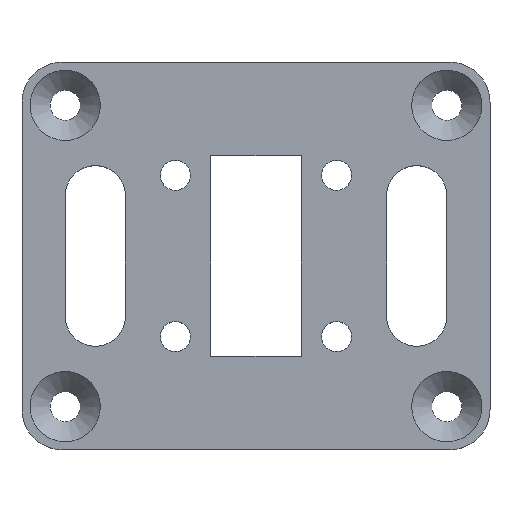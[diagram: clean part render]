
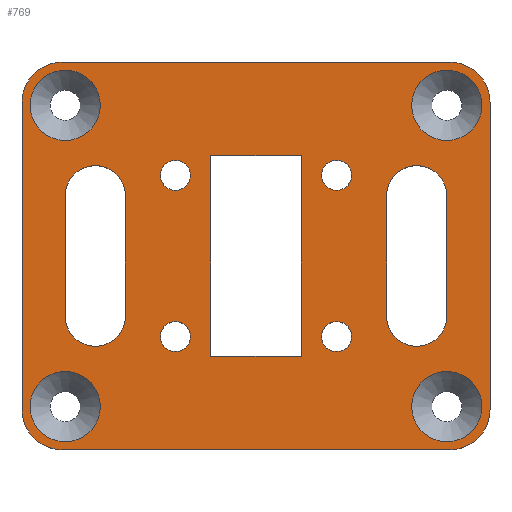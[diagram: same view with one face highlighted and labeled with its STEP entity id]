
A CAD part, top view. The second image highlights one B-rep face of the part: STEP entity #769.
In plain terms, the highlighted planar face has unit normal (0, 0, 1).
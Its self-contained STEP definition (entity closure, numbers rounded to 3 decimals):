
#30=FACE_BOUND('',#123,.T.);
#31=FACE_BOUND('',#124,.T.);
#32=FACE_BOUND('',#125,.T.);
#33=FACE_BOUND('',#126,.T.);
#34=FACE_BOUND('',#127,.T.);
#35=FACE_BOUND('',#128,.T.);
#36=FACE_BOUND('',#129,.T.);
#37=FACE_BOUND('',#130,.T.);
#38=FACE_BOUND('',#131,.T.);
#39=FACE_BOUND('',#132,.T.);
#40=FACE_BOUND('',#133,.T.);
#46=PLANE('',#853);
#69=FACE_OUTER_BOUND('',#122,.T.);
#122=EDGE_LOOP('',(#583,#584,#585,#586,#587,#588,#589,#590));
#123=EDGE_LOOP('',(#591));
#124=EDGE_LOOP('',(#592));
#125=EDGE_LOOP('',(#593,#594,#595,#596));
#126=EDGE_LOOP('',(#597));
#127=EDGE_LOOP('',(#598,#599,#600,#601));
#128=EDGE_LOOP('',(#602,#603,#604,#605));
#129=EDGE_LOOP('',(#606));
#130=EDGE_LOOP('',(#607));
#131=EDGE_LOOP('',(#608));
#132=EDGE_LOOP('',(#609));
#133=EDGE_LOOP('',(#610));
#186=LINE('',#1250,#250);
#187=LINE('',#1254,#251);
#188=LINE('',#1258,#252);
#189=LINE('',#1261,#253);
#190=LINE('',#1270,#254);
#191=LINE('',#1273,#255);
#192=LINE('',#1280,#256);
#193=LINE('',#1283,#257);
#194=LINE('',#1286,#258);
#195=LINE('',#1288,#259);
#196=LINE('',#1290,#260);
#197=LINE('',#1291,#261);
#250=VECTOR('',#1006,10.);
#251=VECTOR('',#1009,10.);
#252=VECTOR('',#1012,10.);
#253=VECTOR('',#1015,10.);
#254=VECTOR('',#1022,10.);
#255=VECTOR('',#1025,10.);
#256=VECTOR('',#1030,10.);
#257=VECTOR('',#1033,10.);
#258=VECTOR('',#1034,10.);
#259=VECTOR('',#1035,10.);
#260=VECTOR('',#1036,10.);
#261=VECTOR('',#1037,10.);
#319=CIRCLE('',#851,3.5);
#321=CIRCLE('',#854,4.);
#322=CIRCLE('',#855,4.);
#323=CIRCLE('',#856,4.);
#324=CIRCLE('',#857,4.);
#325=CIRCLE('',#858,3.5);
#326=CIRCLE('',#859,3.5);
#327=CIRCLE('',#860,3.);
#328=CIRCLE('',#861,3.);
#329=CIRCLE('',#862,1.5);
#330=CIRCLE('',#863,3.);
#331=CIRCLE('',#864,3.);
#332=CIRCLE('',#865,1.5);
#333=CIRCLE('',#866,1.5);
#334=CIRCLE('',#867,1.5);
#335=CIRCLE('',#868,3.5);
#377=VERTEX_POINT('',#1240);
#379=VERTEX_POINT('',#1246);
#380=VERTEX_POINT('',#1247);
#381=VERTEX_POINT('',#1249);
#382=VERTEX_POINT('',#1251);
#383=VERTEX_POINT('',#1253);
#384=VERTEX_POINT('',#1255);
#385=VERTEX_POINT('',#1257);
#386=VERTEX_POINT('',#1259);
#387=VERTEX_POINT('',#1262);
#388=VERTEX_POINT('',#1264);
#389=VERTEX_POINT('',#1266);
#390=VERTEX_POINT('',#1267);
#391=VERTEX_POINT('',#1269);
#392=VERTEX_POINT('',#1271);
#393=VERTEX_POINT('',#1274);
#394=VERTEX_POINT('',#1276);
#395=VERTEX_POINT('',#1277);
#396=VERTEX_POINT('',#1279);
#397=VERTEX_POINT('',#1281);
#398=VERTEX_POINT('',#1284);
#399=VERTEX_POINT('',#1285);
#400=VERTEX_POINT('',#1287);
#401=VERTEX_POINT('',#1289);
#402=VERTEX_POINT('',#1292);
#403=VERTEX_POINT('',#1294);
#404=VERTEX_POINT('',#1296);
#405=VERTEX_POINT('',#1298);
#455=EDGE_CURVE('',#377,#377,#319,.T.);
#458=EDGE_CURVE('',#379,#380,#321,.T.);
#459=EDGE_CURVE('',#379,#381,#186,.T.);
#460=EDGE_CURVE('',#382,#381,#322,.T.);
#461=EDGE_CURVE('',#382,#383,#187,.T.);
#462=EDGE_CURVE('',#384,#383,#323,.T.);
#463=EDGE_CURVE('',#384,#385,#188,.T.);
#464=EDGE_CURVE('',#386,#385,#324,.T.);
#465=EDGE_CURVE('',#386,#380,#189,.T.);
#466=EDGE_CURVE('',#387,#387,#325,.T.);
#467=EDGE_CURVE('',#388,#388,#326,.T.);
#468=EDGE_CURVE('',#389,#390,#327,.T.);
#469=EDGE_CURVE('',#390,#391,#190,.T.);
#470=EDGE_CURVE('',#391,#392,#328,.T.);
#471=EDGE_CURVE('',#392,#389,#191,.T.);
#472=EDGE_CURVE('',#393,#393,#329,.T.);
#473=EDGE_CURVE('',#394,#395,#330,.T.);
#474=EDGE_CURVE('',#395,#396,#192,.T.);
#475=EDGE_CURVE('',#396,#397,#331,.T.);
#476=EDGE_CURVE('',#397,#394,#193,.T.);
#477=EDGE_CURVE('',#398,#399,#194,.T.);
#478=EDGE_CURVE('',#399,#400,#195,.T.);
#479=EDGE_CURVE('',#400,#401,#196,.T.);
#480=EDGE_CURVE('',#401,#398,#197,.T.);
#481=EDGE_CURVE('',#402,#402,#332,.T.);
#482=EDGE_CURVE('',#403,#403,#333,.T.);
#483=EDGE_CURVE('',#404,#404,#334,.T.);
#484=EDGE_CURVE('',#405,#405,#335,.T.);
#583=ORIENTED_EDGE('',*,*,#458,.F.);
#584=ORIENTED_EDGE('',*,*,#459,.T.);
#585=ORIENTED_EDGE('',*,*,#460,.F.);
#586=ORIENTED_EDGE('',*,*,#461,.T.);
#587=ORIENTED_EDGE('',*,*,#462,.F.);
#588=ORIENTED_EDGE('',*,*,#463,.T.);
#589=ORIENTED_EDGE('',*,*,#464,.F.);
#590=ORIENTED_EDGE('',*,*,#465,.T.);
#591=ORIENTED_EDGE('',*,*,#466,.F.);
#592=ORIENTED_EDGE('',*,*,#467,.F.);
#593=ORIENTED_EDGE('',*,*,#468,.T.);
#594=ORIENTED_EDGE('',*,*,#469,.T.);
#595=ORIENTED_EDGE('',*,*,#470,.T.);
#596=ORIENTED_EDGE('',*,*,#471,.T.);
#597=ORIENTED_EDGE('',*,*,#472,.T.);
#598=ORIENTED_EDGE('',*,*,#473,.T.);
#599=ORIENTED_EDGE('',*,*,#474,.T.);
#600=ORIENTED_EDGE('',*,*,#475,.T.);
#601=ORIENTED_EDGE('',*,*,#476,.T.);
#602=ORIENTED_EDGE('',*,*,#477,.T.);
#603=ORIENTED_EDGE('',*,*,#478,.T.);
#604=ORIENTED_EDGE('',*,*,#479,.T.);
#605=ORIENTED_EDGE('',*,*,#480,.T.);
#606=ORIENTED_EDGE('',*,*,#481,.T.);
#607=ORIENTED_EDGE('',*,*,#482,.T.);
#608=ORIENTED_EDGE('',*,*,#483,.T.);
#609=ORIENTED_EDGE('',*,*,#484,.F.);
#610=ORIENTED_EDGE('',*,*,#455,.F.);
#769=ADVANCED_FACE('',(#69,#30,#31,#32,#33,#34,#35,#36,#37,#38,#39,#40),
#46,.T.);
#851=AXIS2_PLACEMENT_3D('',#1241,#997,#998);
#853=AXIS2_PLACEMENT_3D('',#1245,#1002,#1003);
#854=AXIS2_PLACEMENT_3D('',#1248,#1004,#1005);
#855=AXIS2_PLACEMENT_3D('',#1252,#1007,#1008);
#856=AXIS2_PLACEMENT_3D('',#1256,#1010,#1011);
#857=AXIS2_PLACEMENT_3D('',#1260,#1013,#1014);
#858=AXIS2_PLACEMENT_3D('',#1263,#1016,#1017);
#859=AXIS2_PLACEMENT_3D('',#1265,#1018,#1019);
#860=AXIS2_PLACEMENT_3D('',#1268,#1020,#1021);
#861=AXIS2_PLACEMENT_3D('',#1272,#1023,#1024);
#862=AXIS2_PLACEMENT_3D('',#1275,#1026,#1027);
#863=AXIS2_PLACEMENT_3D('',#1278,#1028,#1029);
#864=AXIS2_PLACEMENT_3D('',#1282,#1031,#1032);
#865=AXIS2_PLACEMENT_3D('',#1293,#1038,#1039);
#866=AXIS2_PLACEMENT_3D('',#1295,#1040,#1041);
#867=AXIS2_PLACEMENT_3D('',#1297,#1042,#1043);
#868=AXIS2_PLACEMENT_3D('',#1299,#1044,#1045);
#997=DIRECTION('center_axis',(0.,0.,1.));
#998=DIRECTION('ref_axis',(1.,0.,0.));
#1002=DIRECTION('center_axis',(0.,0.,1.));
#1003=DIRECTION('ref_axis',(1.,0.,0.));
#1004=DIRECTION('center_axis',(0.,0.,-1.));
#1005=DIRECTION('ref_axis',(-0.707,-0.707,0.));
#1006=DIRECTION('',(1.,0.,0.));
#1007=DIRECTION('center_axis',(0.,0.,-1.));
#1008=DIRECTION('ref_axis',(0.707,-0.707,0.));
#1009=DIRECTION('',(0.,1.,0.));
#1010=DIRECTION('center_axis',(0.,0.,-1.));
#1011=DIRECTION('ref_axis',(0.707,0.707,0.));
#1012=DIRECTION('',(-1.,0.,0.));
#1013=DIRECTION('center_axis',(0.,0.,-1.));
#1014=DIRECTION('ref_axis',(-0.707,0.707,0.));
#1015=DIRECTION('',(0.,-1.,0.));
#1016=DIRECTION('center_axis',(0.,0.,1.));
#1017=DIRECTION('ref_axis',(1.,0.,0.));
#1018=DIRECTION('center_axis',(0.,0.,1.));
#1019=DIRECTION('ref_axis',(1.,0.,0.));
#1020=DIRECTION('center_axis',(0.,0.,-1.));
#1021=DIRECTION('ref_axis',(1.,0.,0.));
#1022=DIRECTION('',(0.,-1.,0.));
#1023=DIRECTION('center_axis',(0.,0.,-1.));
#1024=DIRECTION('ref_axis',(-1.,0.,0.));
#1025=DIRECTION('',(0.,1.,0.));
#1026=DIRECTION('center_axis',(0.,0.,-1.));
#1027=DIRECTION('ref_axis',(1.,0.,0.));
#1028=DIRECTION('center_axis',(0.,0.,-1.));
#1029=DIRECTION('ref_axis',(-1.,0.,0.));
#1030=DIRECTION('',(0.,1.,0.));
#1031=DIRECTION('center_axis',(0.,0.,-1.));
#1032=DIRECTION('ref_axis',(1.,0.,0.));
#1033=DIRECTION('',(0.,-1.,0.));
#1034=DIRECTION('',(-1.,0.,0.));
#1035=DIRECTION('',(0.,1.,0.));
#1036=DIRECTION('',(1.,0.,0.));
#1037=DIRECTION('',(0.,-1.,0.));
#1038=DIRECTION('center_axis',(0.,0.,-1.));
#1039=DIRECTION('ref_axis',(1.,0.,0.));
#1040=DIRECTION('center_axis',(0.,0.,-1.));
#1041=DIRECTION('ref_axis',(1.,0.,0.));
#1042=DIRECTION('center_axis',(0.,0.,-1.));
#1043=DIRECTION('ref_axis',(1.,0.,0.));
#1044=DIRECTION('center_axis',(0.,0.,1.));
#1045=DIRECTION('ref_axis',(1.,0.,0.));
#1240=CARTESIAN_POINT('',(-22.5,-15.,3.));
#1241=CARTESIAN_POINT('Origin',(-19.,-15.,3.));
#1245=CARTESIAN_POINT('Origin',(0.,0.,
3.));
#1246=CARTESIAN_POINT('',(-19.3,-19.3,3.));
#1247=CARTESIAN_POINT('',(-23.3,-15.3,3.));
#1248=CARTESIAN_POINT('Origin',(-19.3,-15.3,3.));
#1249=CARTESIAN_POINT('',(19.3,-19.3,3.));
#1250=CARTESIAN_POINT('',(-23.3,-19.3,3.));
#1251=CARTESIAN_POINT('',(23.3,-15.3,3.));
#1252=CARTESIAN_POINT('Origin',(19.3,-15.3,3.));
#1253=CARTESIAN_POINT('',(23.3,15.3,3.));
#1254=CARTESIAN_POINT('',(23.3,-19.3,3.));
#1255=CARTESIAN_POINT('',(19.3,19.3,3.));
#1256=CARTESIAN_POINT('Origin',(19.3,15.3,3.));
#1257=CARTESIAN_POINT('',(-19.3,19.3,3.));
#1258=CARTESIAN_POINT('',(23.3,19.3,3.));
#1259=CARTESIAN_POINT('',(-23.3,15.3,3.));
#1260=CARTESIAN_POINT('Origin',(-19.3,15.3,3.));
#1261=CARTESIAN_POINT('',(-23.3,19.3,3.));
#1262=CARTESIAN_POINT('',(15.5,-15.,3.));
#1263=CARTESIAN_POINT('Origin',(19.,-15.,3.));
#1264=CARTESIAN_POINT('',(-22.5,15.,3.));
#1265=CARTESIAN_POINT('Origin',(-19.,15.,3.));
#1266=CARTESIAN_POINT('',(13.,6.,3.));
#1267=CARTESIAN_POINT('',(19.,6.,3.));
#1268=CARTESIAN_POINT('Origin',(16.,6.,3.));
#1269=CARTESIAN_POINT('',(19.,-6.,3.));
#1270=CARTESIAN_POINT('',(19.,-6.,3.));
#1271=CARTESIAN_POINT('',(13.,-6.,3.));
#1272=CARTESIAN_POINT('Origin',(16.,-6.,3.));
#1273=CARTESIAN_POINT('',(13.,6.,3.));
#1274=CARTESIAN_POINT('',(6.525,-8.025,3.));
#1275=CARTESIAN_POINT('Origin',(8.025,-8.025,3.));
#1276=CARTESIAN_POINT('',(-13.,-6.,3.));
#1277=CARTESIAN_POINT('',(-19.,-6.,3.));
#1278=CARTESIAN_POINT('Origin',(-16.,-6.,3.));
#1279=CARTESIAN_POINT('',(-19.,6.,3.));
#1280=CARTESIAN_POINT('',(-19.,-6.,3.));
#1281=CARTESIAN_POINT('',(-13.,6.,3.));
#1282=CARTESIAN_POINT('Origin',(-16.,6.,3.));
#1283=CARTESIAN_POINT('',(-13.,6.,3.));
#1284=CARTESIAN_POINT('',(4.5,-10.,3.));
#1285=CARTESIAN_POINT('',(-4.5,-10.,3.));
#1286=CARTESIAN_POINT('',(4.5,-10.,3.));
#1287=CARTESIAN_POINT('',(-4.5,10.,3.));
#1288=CARTESIAN_POINT('',(-4.5,-10.,3.));
#1289=CARTESIAN_POINT('',(4.5,10.,3.));
#1290=CARTESIAN_POINT('',(-4.5,10.,3.));
#1291=CARTESIAN_POINT('',(4.5,10.,3.));
#1292=CARTESIAN_POINT('',(-9.525,-8.025,3.));
#1293=CARTESIAN_POINT('Origin',(-8.025,-8.025,3.));
#1294=CARTESIAN_POINT('',(6.525,8.025,3.));
#1295=CARTESIAN_POINT('Origin',(8.025,8.025,3.));
#1296=CARTESIAN_POINT('',(-9.525,8.025,3.));
#1297=CARTESIAN_POINT('Origin',(-8.025,8.025,3.));
#1298=CARTESIAN_POINT('',(15.5,15.,3.));
#1299=CARTESIAN_POINT('Origin',(19.,15.,3.));
